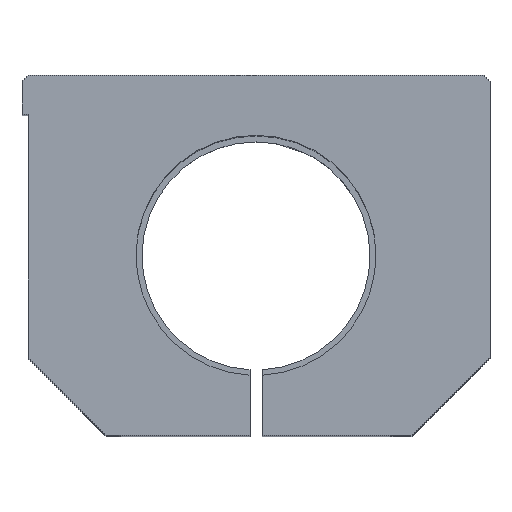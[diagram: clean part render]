
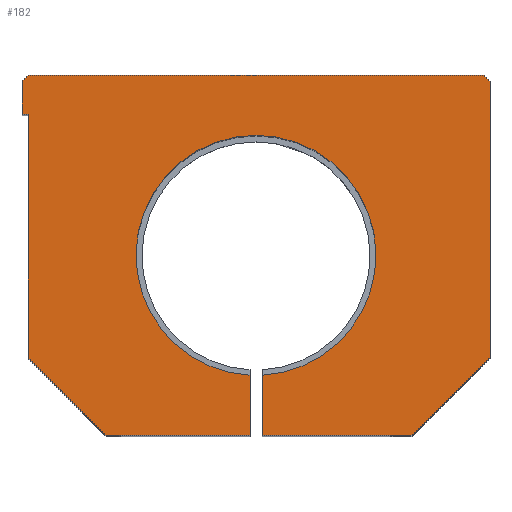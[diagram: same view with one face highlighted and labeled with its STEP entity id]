
A CAD part, top view. The second image highlights one B-rep face of the part: STEP entity #182.
In plain terms, the highlighted planar face has unit normal (0, 0, 1).
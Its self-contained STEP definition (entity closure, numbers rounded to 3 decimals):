
#182 = ADVANCED_FACE( '', ( #421 ), #422, .T. );
#421 = FACE_OUTER_BOUND( '', #660, .T. );
#422 = PLANE( '', #661 );
#660 = EDGE_LOOP( '', ( #1526, #1527, #1528, #1529, #1530, #1531, #1532, #1533, #1534, #1535, #1536, #1537, #1538, #1539, #1540 ) );
#661 = AXIS2_PLACEMENT_3D( '', #1541, #1542, #1543 );
#1526 = ORIENTED_EDGE( '', *, *, #1685, .T. );
#1527 = ORIENTED_EDGE( '', *, *, #1545, .T. );
#1528 = ORIENTED_EDGE( '', *, *, #1811, .T. );
#1529 = ORIENTED_EDGE( '', *, *, #1687, .T. );
#1530 = ORIENTED_EDGE( '', *, *, #1727, .F. );
#1531 = ORIENTED_EDGE( '', *, *, #1795, .F. );
#1532 = ORIENTED_EDGE( '', *, *, #1797, .F. );
#1533 = ORIENTED_EDGE( '', *, *, #1817, .F. );
#1534 = ORIENTED_EDGE( '', *, *, #1815, .F. );
#1535 = ORIENTED_EDGE( '', *, *, #1812, .F. );
#1536 = ORIENTED_EDGE( '', *, *, #1822, .F. );
#1537 = ORIENTED_EDGE( '', *, *, #1820, .F. );
#1538 = ORIENTED_EDGE( '', *, *, #1800, .F. );
#1539 = ORIENTED_EDGE( '', *, *, #1804, .F. );
#1540 = ORIENTED_EDGE( '', *, *, #1818, .F. );
#1541 = CARTESIAN_POINT( '', ( 0., 0., 130. ) );
#1542 = DIRECTION( '', ( 0., 0., 1. ) );
#1543 = DIRECTION( '', ( 1., 0., 0. ) );
#1545 = EDGE_CURVE( '', #1826, #1823, #1827, .T. );
#1685 = EDGE_CURVE( '', #2061, #1826, #2070, .T. );
#1687 = EDGE_CURVE( '', #2074, #2071, #2075, .T. );
#1727 = EDGE_CURVE( '', #2141, #2071, #2143, .T. );
#1795 = EDGE_CURVE( '', #2246, #2141, #2248, .T. );
#1797 = EDGE_CURVE( '', #2249, #2246, #2251, .T. );
#1800 = EDGE_CURVE( '', #2253, #2255, #2256, .T. );
#1804 = EDGE_CURVE( '', #2259, #2253, #2261, .T. );
#1811 = EDGE_CURVE( '', #1823, #2074, #2268, .T. );
#1812 = EDGE_CURVE( '', #2269, #2270, #2271, .T. );
#1815 = EDGE_CURVE( '', #2270, #2274, #2275, .T. );
#1817 = EDGE_CURVE( '', #2274, #2249, #2277, .T. );
#1818 = EDGE_CURVE( '', #2061, #2259, #2278, .T. );
#1820 = EDGE_CURVE( '', #2255, #2280, #2281, .T. );
#1822 = EDGE_CURVE( '', #2280, #2269, #2283, .T. );
#1823 = VERTEX_POINT( '', #2284 );
#1826 = VERTEX_POINT( '', #2288 );
#1827 = CIRCLE( '', #2289, 20. );
#2061 = VERTEX_POINT( '', #2613 );
#2070 = LINE( '', #2630, #2631 );
#2071 = VERTEX_POINT( '', #2632 );
#2074 = VERTEX_POINT( '', #2636 );
#2075 = LINE( '', #2637, #2638 );
#2141 = VERTEX_POINT( '', #2762 );
#2143 = LINE( '', #2765, #2766 );
#2246 = VERTEX_POINT( '', #2907 );
#2248 = LINE( '', #2910, #2911 );
#2249 = VERTEX_POINT( '', #2912 );
#2251 = LINE( '', #2915, #2916 );
#2253 = VERTEX_POINT( '', #2919 );
#2255 = VERTEX_POINT( '', #2922 );
#2256 = LINE( '', #2923, #2924 );
#2259 = VERTEX_POINT( '', #2929 );
#2261 = LINE( '', #2932, #2933 );
#2268 = CIRCLE( '', #2941, 20. );
#2269 = VERTEX_POINT( '', #2942 );
#2270 = VERTEX_POINT( '', #2943 );
#2271 = LINE( '', #2944, #2945 );
#2274 = VERTEX_POINT( '', #2950 );
#2275 = LINE( '', #2951, #2952 );
#2277 = LINE( '', #2955, #2956 );
#2278 = LINE( '', #2957, #2958 );
#2280 = VERTEX_POINT( '', #2961 );
#2281 = LINE( '', #2962, #2963 );
#2283 = LINE( '', #2966, #2967 );
#2284 = CARTESIAN_POINT( '', ( 0., 50., 130. ) );
#2288 = CARTESIAN_POINT( '', ( -1., 10.025, 130. ) );
#2289 = AXIS2_PLACEMENT_3D( '', #2969, #2970, #2971 );
#2613 = CARTESIAN_POINT( '', ( -1., 0., 130. ) );
#2630 = CARTESIAN_POINT( '', ( -1., 0., 130. ) );
#2631 = VECTOR( '', #3252, 1. );
#2632 = CARTESIAN_POINT( '', ( 1., 0., 130. ) );
#2636 = CARTESIAN_POINT( '', ( 1., 10.025, 130. ) );
#2637 = CARTESIAN_POINT( '', ( 1., 0., 130. ) );
#2638 = VECTOR( '', #3254, 1. );
#2762 = CARTESIAN_POINT( '', ( 26., 0., 130. ) );
#2765 = CARTESIAN_POINT( '', ( -25., 0., 130. ) );
#2766 = VECTOR( '', #3313, 1. );
#2907 = CARTESIAN_POINT( '', ( 39., 13., 130. ) );
#2910 = CARTESIAN_POINT( '', ( 26., 0., 130. ) );
#2911 = VECTOR( '', #3437, 1. );
#2912 = CARTESIAN_POINT( '', ( 39., 59., 130. ) );
#2915 = CARTESIAN_POINT( '', ( 39., 13., 130. ) );
#2916 = VECTOR( '', #3439, 1. );
#2919 = CARTESIAN_POINT( '', ( -38., 13., 130. ) );
#2922 = CARTESIAN_POINT( '', ( -38., 53.5, 130. ) );
#2923 = CARTESIAN_POINT( '', ( -38., 53.5, 130. ) );
#2924 = VECTOR( '', #3442, 1. );
#2929 = CARTESIAN_POINT( '', ( -25., 0., 130. ) );
#2932 = CARTESIAN_POINT( '', ( -38., 13., 130. ) );
#2933 = VECTOR( '', #3446, 1. );
#2941 = AXIS2_PLACEMENT_3D( '', #3463, #3464, #3465 );
#2942 = CARTESIAN_POINT( '', ( -39., 59., 130. ) );
#2943 = CARTESIAN_POINT( '', ( -38., 60., 130. ) );
#2944 = CARTESIAN_POINT( '', ( -38., 60., 130. ) );
#2945 = VECTOR( '', #3466, 1. );
#2950 = CARTESIAN_POINT( '', ( 38., 60., 130. ) );
#2951 = CARTESIAN_POINT( '', ( 38., 60., 130. ) );
#2952 = VECTOR( '', #3469, 1. );
#2955 = CARTESIAN_POINT( '', ( 39., 59., 130. ) );
#2956 = VECTOR( '', #3471, 1. );
#2957 = CARTESIAN_POINT( '', ( -25., 0., 130. ) );
#2958 = VECTOR( '', #3472, 1. );
#2961 = CARTESIAN_POINT( '', ( -39., 53.5, 130. ) );
#2962 = CARTESIAN_POINT( '', ( -39., 53.5, 130. ) );
#2963 = VECTOR( '', #3474, 1. );
#2966 = CARTESIAN_POINT( '', ( -39., 59., 130. ) );
#2967 = VECTOR( '', #3476, 1. );
#2969 = CARTESIAN_POINT( '', ( 0., 30., 130. ) );
#2970 = DIRECTION( '', ( 0., 0., -1. ) );
#2971 = DIRECTION( '', ( 0., 1., 0. ) );
#3252 = DIRECTION( '', ( 0., 1., 0. ) );
#3254 = DIRECTION( '', ( 0., -1., 0. ) );
#3313 = DIRECTION( '', ( -1., 0., 0. ) );
#3437 = DIRECTION( '', ( -0.707, -0.707, 0. ) );
#3439 = DIRECTION( '', ( 0., -1., 0. ) );
#3442 = DIRECTION( '', ( 0., 1., 0. ) );
#3446 = DIRECTION( '', ( -0.707, 0.707, 0. ) );
#3463 = CARTESIAN_POINT( '', ( 0., 30., 130. ) );
#3464 = DIRECTION( '', ( 0., 0., -1. ) );
#3465 = DIRECTION( '', ( 0., 1., 0. ) );
#3466 = DIRECTION( '', ( 0.707, 0.707, 0. ) );
#3469 = DIRECTION( '', ( 1., 0., 0. ) );
#3471 = DIRECTION( '', ( 0.707, -0.707, 0. ) );
#3472 = DIRECTION( '', ( -1., 0., 0. ) );
#3474 = DIRECTION( '', ( -1., 0., 0. ) );
#3476 = DIRECTION( '', ( 0., 1., 0. ) );
